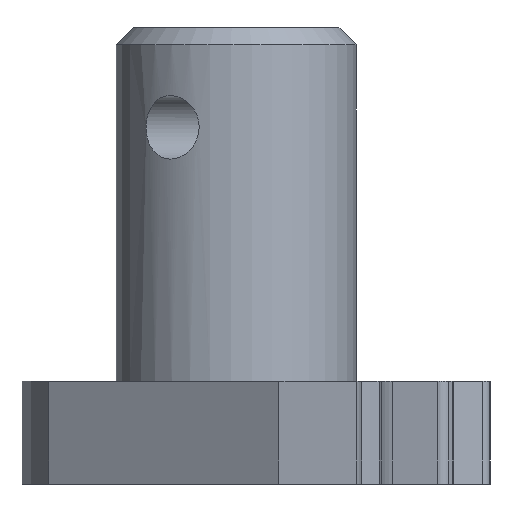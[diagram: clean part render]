
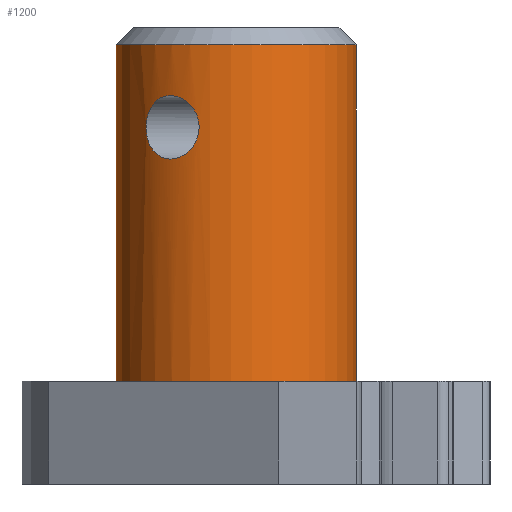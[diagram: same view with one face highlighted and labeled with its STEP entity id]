
A CAD part, left-side view. The second image highlights one B-rep face of the part: STEP entity #1200.
In plain terms, the highlighted cylindrical face has radius 3.5 mm (diameter 7 mm), a full revolution.
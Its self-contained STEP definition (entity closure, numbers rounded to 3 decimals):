
#47=FACE_BOUND('',#151,.T.);
#48=FACE_BOUND('',#152,.T.);
#50=B_SPLINE_CURVE_WITH_KNOTS('',3,(#1796,#1797,#1798,#1799,#1800,#1801,
#1802,#1803,#1804,#1805,#1806,#1807,#1808,#1809,#1810,#1811,#1812,#1813,
#1814,#1815,#1816,#1817,#1818,#1819,#1820,#1821,#1822,#1823,#1824,#1825,
#1826,#1827,#1828,#1829),.UNSPECIFIED.,.T.,.F.,(4,2,2,2,2,2,2,2,2,2,2,2,
2,2,2,2,4),(0.,0.035,0.07,0.105,
0.14,0.175,0.21,0.245,
0.28,0.315,0.35,0.385,
0.42,0.455,0.49,0.525,0.56),
 .UNSPECIFIED.);
#51=B_SPLINE_CURVE_WITH_KNOTS('',3,(#1831,#1832,#1833,#1834,#1835,#1836,
#1837,#1838,#1839,#1840,#1841,#1842,#1843,#1844,#1845,#1846,#1847,#1848,
#1849,#1850,#1851,#1852,#1853,#1854,#1855,#1856,#1857,#1858,#1859,#1860,
#1861,#1862,#1863,#1864),.UNSPECIFIED.,.T.,.F.,(4,2,2,2,2,2,2,2,2,2,2,2,
2,2,2,2,4),(0.,0.035,0.07,0.105,0.14,
0.175,0.21,0.245,0.28,
0.315,0.35,0.385,0.42,
0.455,0.49,0.525,0.56),
 .UNSPECIFIED.);
#52=CYLINDRICAL_SURFACE('',#1281,3.5);
#85=FACE_OUTER_BOUND('',#150,.T.);
#150=EDGE_LOOP('',(#832,#833,#834,#835));
#151=EDGE_LOOP('',(#836));
#152=EDGE_LOOP('',(#837));
#218=LINE('',#1794,#338);
#338=VECTOR('',#1419,3.5);
#457=CIRCLE('',#1279,3.5);
#459=CIRCLE('',#1282,3.5);
#520=VERTEX_POINT('',#1786);
#522=VERTEX_POINT('',#1792);
#523=VERTEX_POINT('',#1795);
#524=VERTEX_POINT('',#1830);
#643=EDGE_CURVE('',#520,#520,#457,.T.);
#646=EDGE_CURVE('',#522,#522,#459,.T.);
#647=EDGE_CURVE('',#522,#520,#218,.T.);
#648=EDGE_CURVE('',#523,#523,#50,.F.);
#649=EDGE_CURVE('',#524,#524,#51,.F.);
#832=ORIENTED_EDGE('',*,*,#646,.T.);
#833=ORIENTED_EDGE('',*,*,#647,.T.);
#834=ORIENTED_EDGE('',*,*,#643,.F.);
#835=ORIENTED_EDGE('',*,*,#647,.F.);
#836=ORIENTED_EDGE('',*,*,#648,.F.);
#837=ORIENTED_EDGE('',*,*,#649,.F.);
#1200=ADVANCED_FACE('',(#85,#47,#48),#52,.T.);
#1279=AXIS2_PLACEMENT_3D('',#1787,#1410,#1411);
#1281=AXIS2_PLACEMENT_3D('',#1791,#1415,#1416);
#1282=AXIS2_PLACEMENT_3D('',#1793,#1417,#1418);
#1410=DIRECTION('center_axis',(0.,0.,
1.));
#1411=DIRECTION('ref_axis',(0.044,0.999,0.));
#1415=DIRECTION('center_axis',(0.,0.,
-1.));
#1416=DIRECTION('ref_axis',(0.044,0.999,0.));
#1417=DIRECTION('center_axis',(0.,0.,
1.));
#1418=DIRECTION('ref_axis',(0.044,0.999,0.));
#1419=DIRECTION('',(0.,0.,1.));
#1786=CARTESIAN_POINT('',(-12.607,37.126,1.639));
#1787=CARTESIAN_POINT('Origin',(-12.454,40.623,1.639));
#1791=CARTESIAN_POINT('Origin',(-12.454,40.623,-0.762));
#1792=CARTESIAN_POINT('',(-12.607,37.126,-8.161));
#1793=CARTESIAN_POINT('Origin',(-12.454,40.623,-8.161));
#1794=CARTESIAN_POINT('',(-12.607,37.126,-0.762));
#1795=CARTESIAN_POINT('',(-10.07,38.06,-0.762));
#1796=CARTESIAN_POINT('Ctrl Pts',(-10.07,38.06,-0.762));
#1797=CARTESIAN_POINT('Ctrl Pts',(-10.07,38.06,-0.645));
#1798=CARTESIAN_POINT('Ctrl Pts',(-10.052,38.076,-0.521));
#1799=CARTESIAN_POINT('Ctrl Pts',(-9.982,38.144,-0.293));
#1800=CARTESIAN_POINT('Ctrl Pts',(-9.931,38.196,-0.189));
#1801=CARTESIAN_POINT('Ctrl Pts',(-9.818,38.318,-0.026));
#1802=CARTESIAN_POINT('Ctrl Pts',(-9.75,38.397,0.046));
#1803=CARTESIAN_POINT('Ctrl Pts',(-9.61,38.579,0.14));
#1804=CARTESIAN_POINT('Ctrl Pts',(-9.54,38.681,0.163));
#1805=CARTESIAN_POINT('Ctrl Pts',(-9.417,38.879,0.163));
#1806=CARTESIAN_POINT('Ctrl Pts',(-9.357,38.988,0.14));
#1807=CARTESIAN_POINT('Ctrl Pts',(-9.257,39.194,0.045));
#1808=CARTESIAN_POINT('Ctrl Pts',(-9.216,39.291,-0.026));
#1809=CARTESIAN_POINT('Ctrl Pts',(-9.156,39.447,-0.189));
#1810=CARTESIAN_POINT('Ctrl Pts',(-9.133,39.517,-0.293));
#1811=CARTESIAN_POINT('Ctrl Pts',(-9.103,39.61,-0.521));
#1812=CARTESIAN_POINT('Ctrl Pts',(-9.097,39.633,-0.645));
#1813=CARTESIAN_POINT('Ctrl Pts',(-9.097,39.633,-0.878));
#1814=CARTESIAN_POINT('Ctrl Pts',(-9.103,39.61,-1.002));
#1815=CARTESIAN_POINT('Ctrl Pts',(-9.133,39.517,-1.23));
#1816=CARTESIAN_POINT('Ctrl Pts',(-9.156,39.447,-1.334));
#1817=CARTESIAN_POINT('Ctrl Pts',(-9.216,39.292,-1.497));
#1818=CARTESIAN_POINT('Ctrl Pts',(-9.256,39.195,-1.568));
#1819=CARTESIAN_POINT('Ctrl Pts',(-9.357,38.988,-1.663));
#1820=CARTESIAN_POINT('Ctrl Pts',(-9.417,38.879,-1.687));
#1821=CARTESIAN_POINT('Ctrl Pts',(-9.54,38.681,-1.687));
#1822=CARTESIAN_POINT('Ctrl Pts',(-9.61,38.579,-1.663));
#1823=CARTESIAN_POINT('Ctrl Pts',(-9.75,38.398,-1.569));
#1824=CARTESIAN_POINT('Ctrl Pts',(-9.818,38.318,-1.498));
#1825=CARTESIAN_POINT('Ctrl Pts',(-9.931,38.196,-1.334));
#1826=CARTESIAN_POINT('Ctrl Pts',(-9.982,38.144,-1.23));
#1827=CARTESIAN_POINT('Ctrl Pts',(-10.052,38.076,-1.002));
#1828=CARTESIAN_POINT('Ctrl Pts',(-10.07,38.06,-0.878));
#1829=CARTESIAN_POINT('Ctrl Pts',(-10.07,38.06,-0.762));
#1830=CARTESIAN_POINT('',(-15.784,41.7,-0.762));
#1831=CARTESIAN_POINT('Ctrl Pts',(-15.784,41.7,-0.762));
#1832=CARTESIAN_POINT('Ctrl Pts',(-15.784,41.7,-0.878));
#1833=CARTESIAN_POINT('Ctrl Pts',(-15.777,41.723,-1.002));
#1834=CARTESIAN_POINT('Ctrl Pts',(-15.745,41.815,-1.23));
#1835=CARTESIAN_POINT('Ctrl Pts',(-15.72,41.884,-1.334));
#1836=CARTESIAN_POINT('Ctrl Pts',(-15.656,42.037,-1.498));
#1837=CARTESIAN_POINT('Ctrl Pts',(-15.613,42.133,-1.569));
#1838=CARTESIAN_POINT('Ctrl Pts',(-15.508,42.336,-1.663));
#1839=CARTESIAN_POINT('Ctrl Pts',(-15.445,42.443,-1.687));
#1840=CARTESIAN_POINT('Ctrl Pts',(-15.318,42.638,-1.687));
#1841=CARTESIAN_POINT('Ctrl Pts',(-15.244,42.739,-1.663));
#1842=CARTESIAN_POINT('Ctrl Pts',(-15.1,42.917,-1.568));
#1843=CARTESIAN_POINT('Ctrl Pts',(-15.029,42.995,-1.497));
#1844=CARTESIAN_POINT('Ctrl Pts',(-14.913,43.115,-1.334));
#1845=CARTESIAN_POINT('Ctrl Pts',(-14.86,43.165,-1.23));
#1846=CARTESIAN_POINT('Ctrl Pts',(-14.788,43.231,-1.002));
#1847=CARTESIAN_POINT('Ctrl Pts',(-14.769,43.247,-0.878));
#1848=CARTESIAN_POINT('Ctrl Pts',(-14.769,43.247,-0.645));
#1849=CARTESIAN_POINT('Ctrl Pts',(-14.788,43.231,-0.521));
#1850=CARTESIAN_POINT('Ctrl Pts',(-14.86,43.165,-0.293));
#1851=CARTESIAN_POINT('Ctrl Pts',(-14.913,43.115,-0.189));
#1852=CARTESIAN_POINT('Ctrl Pts',(-15.029,42.995,-0.026));
#1853=CARTESIAN_POINT('Ctrl Pts',(-15.1,42.917,0.045));
#1854=CARTESIAN_POINT('Ctrl Pts',(-15.244,42.739,0.14));
#1855=CARTESIAN_POINT('Ctrl Pts',(-15.318,42.638,0.163));
#1856=CARTESIAN_POINT('Ctrl Pts',(-15.445,42.443,0.163));
#1857=CARTESIAN_POINT('Ctrl Pts',(-15.508,42.336,0.14));
#1858=CARTESIAN_POINT('Ctrl Pts',(-15.613,42.133,0.046));
#1859=CARTESIAN_POINT('Ctrl Pts',(-15.656,42.037,-0.026));
#1860=CARTESIAN_POINT('Ctrl Pts',(-15.72,41.884,-0.189));
#1861=CARTESIAN_POINT('Ctrl Pts',(-15.745,41.815,-0.293));
#1862=CARTESIAN_POINT('Ctrl Pts',(-15.777,41.723,-0.521));
#1863=CARTESIAN_POINT('Ctrl Pts',(-15.784,41.7,-0.645));
#1864=CARTESIAN_POINT('Ctrl Pts',(-15.784,41.7,-0.762));
